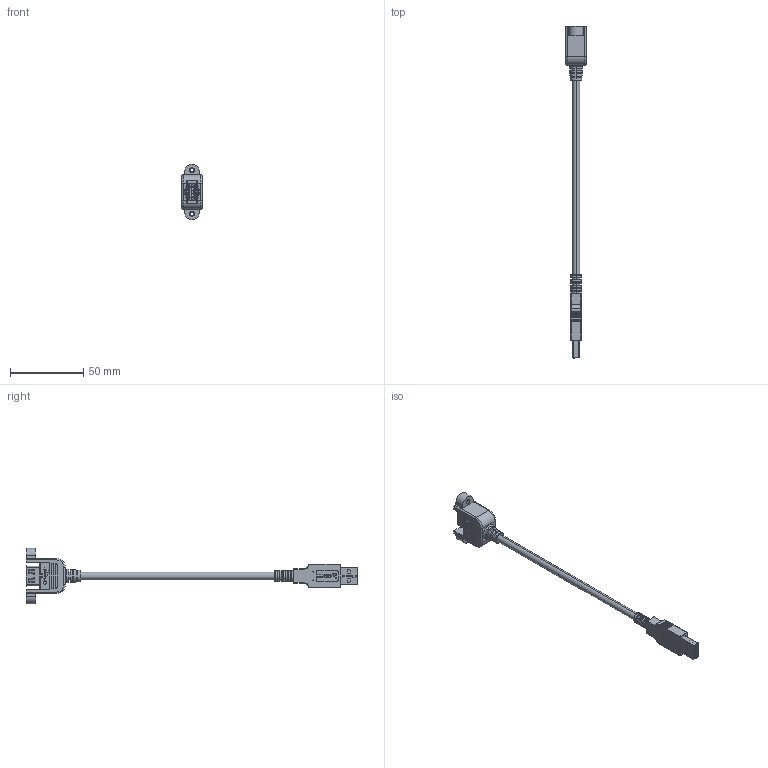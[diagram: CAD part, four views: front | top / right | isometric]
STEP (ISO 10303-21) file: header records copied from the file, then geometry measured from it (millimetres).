
FILE_DESCRIPTION (( 'STEP AP214' ), '1' );
FILE_NAME ('UPMAA.STEP', '2013-12-12T19:17:25', ( 'x' ), ( '' ), 'SwSTEP 2.0', 'SolidWorks 2012', '' );
FILE_SCHEMA (( 'AUTOMOTIVE_DESIGN' ));
Length unit declared in the file: inch
Products named in the file (16): 3AB06-004_ec-comm; 3AB06-070_with new logo; 1AA05-003_1AA05-007; 1AA05-003-MA5; 1AA05-003-MA4; 1AA05-003-MA3; 1AA05-003-MA2_SM CABLE DIA; 1AA05-003-MA1; MTN-157_NEW LOGO; STKB-440-4; MTN-268; 1AA05-008(USB A TYPE FEMALE SOLDER TYPE); MTN-157_NEW L-COM LOGO; 1AL08-098_6 INCH; UPMAA
Assembly tree (19 placements, depth 4):
  UPMAA
    1AL08-098_6 INCH
    MTN-157_NEW LOGO
      MTN-157_NEW L-COM LOGO
      MTN-268
        MTN-268
        1AA05-008(USB A TYPE FEMALE SOLDER TYPE)
      STKB-440-4  x2
    3AB06-004_ec-comm
      1AA05-003_1AA05-007
        1AA05-003-MA1
        1AA05-003-MA2_SM CABLE DIA
        1AA05-003-MA3
        1AA05-003-MA4  x4
        1AA05-003-MA5
      3AB06-070_with new logo
Bounding box: 14.8 x 226.75 x 38 mm (x, y, z)
Volume: 17922.7 mm3; surface area: 14495.4 mm2
Topology: 20 solids, 20 shells, 1443 faces, 3903 edges, 2506 vertices
Faces by surface type: plane 879, cylinder 382, cone 66, bspline 62, torus 32, sphere 22
Entity records: 46718 total; most frequent: CARTESIAN_POINT 9699, ORIENTED_EDGE 7382, DIRECTION 6891, EDGE_CURVE 3691, VECTOR 2625, LINE 2625, VERTEX_POINT 2398, AXIS2_PLACEMENT_3D 2133
